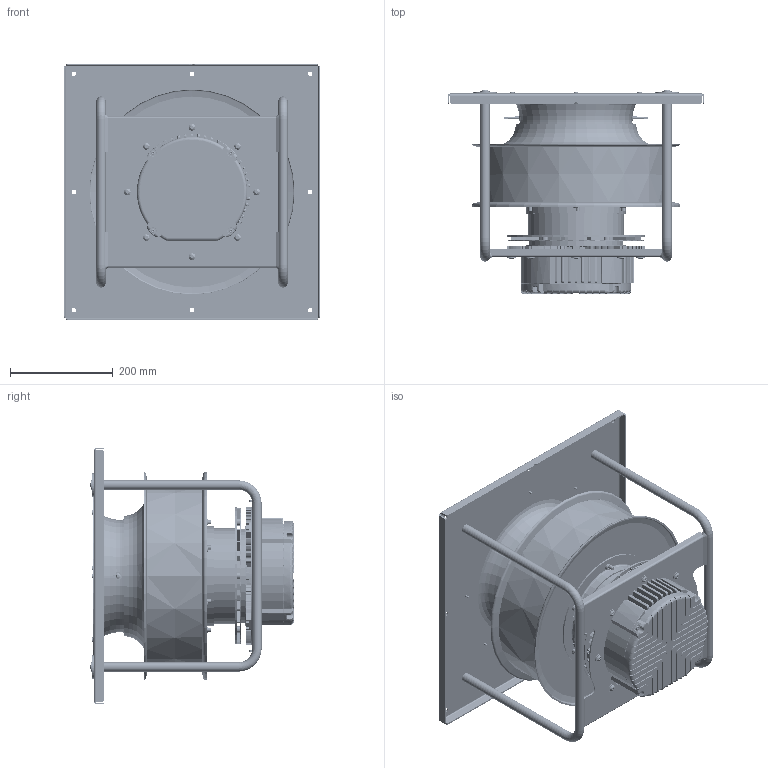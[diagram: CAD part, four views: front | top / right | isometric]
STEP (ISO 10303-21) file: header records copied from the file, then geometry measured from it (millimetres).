
FILE_DESCRIPTION((''),'2;1');
FILE_NAME('1171869_ASM','2023-12-22T14:20:32',('mkulawiak'),(''),'CREO PARAMETRIC BY PTC INC, 2022484','CREO PARAMETRIC BY PTC INC, 2022484','');
FILE_SCHEMA(('CONFIG_CONTROL_DESIGN'));
Length unit declared in the file: millimetre
Products named in the file (21): 1195849; 1172576; 1172577; 1196415_ASM; 1171824; 1173619; 1173620; 1202765; 1188903; 1111787; 1194510_ASM; 1171870; 1193876; 1193877; FILLET_WELD_ID_1315; 1176184; 1193875_ASM; 1210378; 1195167; 1195169; 1171869_ASM
Assembly tree (58 placements, depth 4):
  1171869_ASM
    1194510_ASM
      1195849
      1196415_ASM
        1172576
        1172577
      1171824
      1173619  x2
      1173620  x2
      1202765  x6
      1188903  x6
      1111787  x2
    1171870
    1193875_ASM
      1193876  x2
      1193877
      FILLET_WELD_ID_1315
      1176184  x4
    1210378  x4
    1195167  x12
    1195169  x8
Bounding box: 500 x 397.5 x 500 mm (x, y, z)
Volume: 16997480.7 mm3; surface area: 2450002.1 mm2
Topology: 65 solids, 89 shells, 7381 faces, 20760 edges, 13459 vertices
Faces by surface type: cylinder 4303, plane 2278, torus 314, cone 300, bspline 122, sphere 64
Entity records: 121329 total; most frequent: CARTESIAN_POINT 35604, ORIENTED_EDGE 18586, DIRECTION 17353, EDGE_CURVE 9311, AXIS2_PLACEMENT_3D 6778, VERTEX_POINT 6029, VECTOR 3797, LINE 3797
